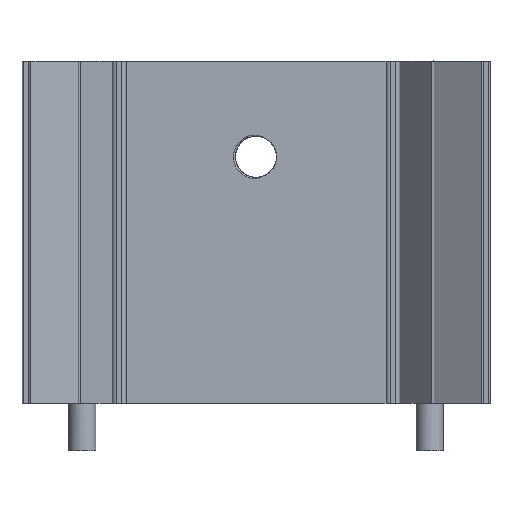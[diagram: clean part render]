
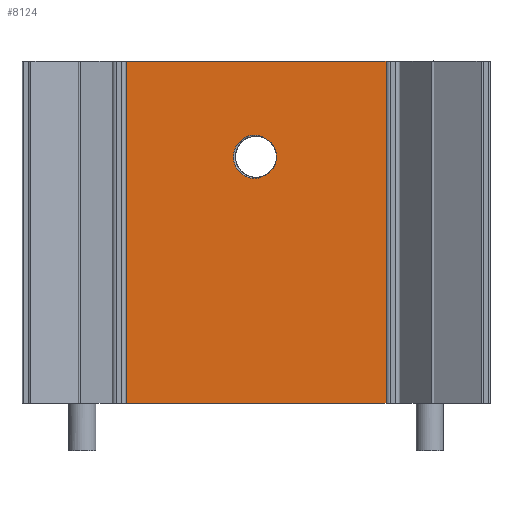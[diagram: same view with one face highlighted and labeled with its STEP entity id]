
A CAD part, front view. The second image highlights one B-rep face of the part: STEP entity #8124.
In plain terms, the highlighted planar face has unit normal (0, -1, 0).
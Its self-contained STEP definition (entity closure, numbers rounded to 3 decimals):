
#107 = CARTESIAN_POINT ( 'NONE',  ( 0.449, -0.8, 19.445 ) ) ;
#321 = CARTESIAN_POINT ( 'NONE',  ( 0.448, -0.8, 16.555 ) ) ;
#424 = CARTESIAN_POINT ( 'NONE',  ( -0.526, -0.8, 16.452 ) ) ;
#479 = CARTESIAN_POINT ( 'NONE',  ( 0.454, -0.8, 16.57 ) ) ;
#532 = CARTESIAN_POINT ( 'NONE',  ( 0.232, -0.8, 16.454 ) ) ;
#966 = CARTESIAN_POINT ( 'NONE',  ( 0.454, -0.8, 16.57 ) ) ;
#1077 = CARTESIAN_POINT ( 'NONE',  ( 0.454, -0.8, 19.43 ) ) ;
#1193 = EDGE_CURVE ( 'NONE', #8035, #15589, #8739, .T. ) ;
#1395 = CARTESIAN_POINT ( 'NONE',  ( 0.454, -0.8, 16.57 ) ) ;
#1842 = CARTESIAN_POINT ( 'NONE',  ( -0.149, -0.8, 16.408 ) ) ;
#1919 = DIRECTION ( 'NONE',  ( 0., 0., -1. ) ) ;
#2055 = B_SPLINE_CURVE_WITH_KNOTS ( 'NONE', 3,
 ( #19741, #16403, #107, #6605, #14901, #13103, #5165, #15002, #3860, #2166, #5058, #5465, #15099, #3548, #5368, #19945, #18327, #13500, #11620, #7016, #11932, #19627, #2066, #10010, #11520, #18005, #13304, #8613, #6904, #3442, #8513, #9904, #424, #1842, #13397, #19838, #532, #11828, #10321, #6700, #18429, #18220, #5268, #321, #8298, #3655 ),
 .UNSPECIFIED., .F., .F.,
 ( 4, 2, 2, 2, 2, 2, 2, 2, 2, 2, 2, 2, 2, 2, 2, 2, 2, 2, 2, 2, 2, 2, 4 ),
 ( 0.012, 0.012, 0.012, 0.012, 0.012, 0.012, 0.012, 0.013, 0.013, 0.014, 0.014, 0.015, 0.015, 0.015, 0.016, 0.016, 0.017, 0.017, 0.018, 0.018, 0.018, 0.018, 0.018 ),
 .UNSPECIFIED. ) ;
#2066 = CARTESIAN_POINT ( 'NONE',  ( -1.65, -0.8, 18.251 ) ) ;
#2166 = CARTESIAN_POINT ( 'NONE',  ( 0.231, -0.8, 19.546 ) ) ;
#2402 = CARTESIAN_POINT ( 'NONE',  ( 0., -0.8, 0. ) ) ;
#2404 = EDGE_CURVE ( 'NONE', #5856, #14054, #17106, .T. ) ;
#2887 = CARTESIAN_POINT ( 'NONE',  ( -9.5, -0.8, 0. ) ) ;
#2905 = ORIENTED_EDGE ( 'NONE', *, *, #13974, .F. ) ;
#3442 = CARTESIAN_POINT ( 'NONE',  ( -1.176, -0.8, 16.855 ) ) ;
#3456 = VECTOR ( 'NONE', #7580, 1000. ) ;
#3548 = CARTESIAN_POINT ( 'NONE',  ( -0.4, -0.8, 19.563 ) ) ;
#3655 = CARTESIAN_POINT ( 'NONE',  ( 0.454, -0.8, 16.57 ) ) ;
#3860 = CARTESIAN_POINT ( 'NONE',  ( 0.322, -0.8, 19.515 ) ) ;
#4280 = VECTOR ( 'NONE', #7461, 1000. ) ;
#4377 = ORIENTED_EDGE ( 'NONE', *, *, #14478, .F. ) ;
#4942 = CARTESIAN_POINT ( 'NONE',  ( 0., -0.8, 25. ) ) ;
#5058 = CARTESIAN_POINT ( 'NONE',  ( 0.17, -0.8, 19.56 ) ) ;
#5165 = CARTESIAN_POINT ( 'NONE',  ( 0.396, -0.8, 19.481 ) ) ;
#5261 = AXIS2_PLACEMENT_3D ( 'NONE', #12276, #8372, #1919 ) ;
#5268 = CARTESIAN_POINT ( 'NONE',  ( 0.437, -0.8, 16.544 ) ) ;
#5368 = CARTESIAN_POINT ( 'NONE',  ( -0.525, -0.8, 19.532 ) ) ;
#5465 = CARTESIAN_POINT ( 'NONE',  ( -0.019, -0.8, 19.591 ) ) ;
#5856 = VERTEX_POINT ( 'NONE', #17230 ) ;
#6387 = ORIENTED_EDGE ( 'NONE', *, *, #1193, .F. ) ;
#6437 = EDGE_CURVE ( 'NONE', #20611, #8230, #20502, .T. ) ;
#6605 = CARTESIAN_POINT ( 'NONE',  ( 0.437, -0.8, 19.456 ) ) ;
#6700 = CARTESIAN_POINT ( 'NONE',  ( 0.395, -0.8, 16.518 ) ) ;
#6904 = CARTESIAN_POINT ( 'NONE',  ( -1.342, -0.8, 17.046 ) ) ;
#7016 = CARTESIAN_POINT ( 'NONE',  ( -1.343, -0.8, 18.953 ) ) ;
#7461 = DIRECTION ( 'NONE',  ( 1., 0., 0. ) ) ;
#7541 = CARTESIAN_POINT ( 'NONE',  ( 0.454, -0.8, 16.57 ) ) ;
#7580 = DIRECTION ( 'NONE',  ( 1., 0., 0. ) ) ;
#8035 = VERTEX_POINT ( 'NONE', #13528 ) ;
#8124 = ADVANCED_FACE ( 'NONE', ( #11315, #17463 ), #12789, .F. ) ;
#8202 = EDGE_CURVE ( 'NONE', #14054, #8701, #2055, .T. ) ;
#8230 = VERTEX_POINT ( 'NONE', #13703 ) ;
#8298 = CARTESIAN_POINT ( 'NONE',  ( 0.456, -0.8, 16.562 ) ) ;
#8372 = DIRECTION ( 'NONE',  ( 0., -1., 0. ) ) ;
#8513 = CARTESIAN_POINT ( 'NONE',  ( -1.08, -0.8, 16.768 ) ) ;
#8613 = CARTESIAN_POINT ( 'NONE',  ( -1.414, -0.8, 17.152 ) ) ;
#8701 = VERTEX_POINT ( 'NONE', #479 ) ;
#8739 = LINE ( 'NONE', #18787, #4280 ) ;
#9743 = EDGE_CURVE ( 'NONE', #8035, #20611, #15713, .T. ) ;
#9904 = CARTESIAN_POINT ( 'NONE',  ( -0.77, -0.8, 16.548 ) ) ;
#10010 = CARTESIAN_POINT ( 'NONE',  ( -1.65, -0.8, 17.872 ) ) ;
#10321 = CARTESIAN_POINT ( 'NONE',  ( 0.352, -0.8, 16.497 ) ) ;
#10566 = LINE ( 'NONE', #17251, #14798 ) ;
#11045 = CARTESIAN_POINT ( 'NONE',  ( -9.5, -0.8, 25. ) ) ;
#11315 = FACE_BOUND ( 'NONE', #19603, .T. ) ;
#11380 = CARTESIAN_POINT ( 'NONE',  ( 9.5, -0.8, 25. ) ) ;
#11520 = CARTESIAN_POINT ( 'NONE',  ( -1.635, -0.8, 17.744 ) ) ;
#11620 = CARTESIAN_POINT ( 'NONE',  ( -1.176, -0.8, 19.145 ) ) ;
#11828 = CARTESIAN_POINT ( 'NONE',  ( 0.323, -0.8, 16.486 ) ) ;
#11932 = CARTESIAN_POINT ( 'NONE',  ( -1.415, -0.8, 18.847 ) ) ;
#12276 = CARTESIAN_POINT ( 'NONE',  ( 0., -0.8, 18. ) ) ;
#12388 = VECTOR ( 'NONE', #17205, 1000. ) ;
#12789 = PLANE ( 'NONE',  #13809 ) ;
#13103 = CARTESIAN_POINT ( 'NONE',  ( 0.41, -0.8, 19.474 ) ) ;
#13304 = CARTESIAN_POINT ( 'NONE',  ( -1.531, -0.8, 17.378 ) ) ;
#13397 = CARTESIAN_POINT ( 'NONE',  ( -0.019, -0.8, 16.409 ) ) ;
#13500 = CARTESIAN_POINT ( 'NONE',  ( -1.082, -0.8, 19.23 ) ) ;
#13528 = CARTESIAN_POINT ( 'NONE',  ( -9.5, -0.8, 25. ) ) ;
#13703 = CARTESIAN_POINT ( 'NONE',  ( 9.5, -0.8, 0. ) ) ;
#13728 = DIRECTION ( 'NONE',  ( 0., 0., -1. ) ) ;
#13809 = AXIS2_PLACEMENT_3D ( 'NONE', #4942, #14256, #17890 ) ;
#13974 = EDGE_CURVE ( 'NONE', #8701, #5856, #16320, .T. ) ;
#14054 = VERTEX_POINT ( 'NONE', #1077 ) ;
#14256 = DIRECTION ( 'NONE',  ( 0., 1., 0. ) ) ;
#14478 = EDGE_CURVE ( 'NONE', #15589, #8230, #10566, .T. ) ;
#14798 = VECTOR ( 'NONE', #13728, 1000. ) ;
#14901 = CARTESIAN_POINT ( 'NONE',  ( 0.43, -0.8, 19.46 ) ) ;
#15002 = CARTESIAN_POINT ( 'NONE',  ( 0.353, -0.8, 19.503 ) ) ;
#15099 = CARTESIAN_POINT ( 'NONE',  ( -0.148, -0.8, 19.592 ) ) ;
#15494 = ORIENTED_EDGE ( 'NONE', *, *, #2404, .F. ) ;
#15589 = VERTEX_POINT ( 'NONE', #11380 ) ;
#15713 = LINE ( 'NONE', #11045, #12388 ) ;
#16320 =( BOUNDED_CURVE ( )  B_SPLINE_CURVE ( 3, ( #18979, #7541, #1395, #966 ),
 .UNSPECIFIED., .F., .F. ) 
 B_SPLINE_CURVE_WITH_KNOTS ( ( 4, 4 ),
 ( 0.006, 0.006 ),
 .UNSPECIFIED. ) 
 CURVE ( )  GEOMETRIC_REPRESENTATION_ITEM ( )  RATIONAL_B_SPLINE_CURVE ( ( 0.955, 0.955, 0.955, 0.954 ) ) 
 REPRESENTATION_ITEM ( '' )  );
#16403 = CARTESIAN_POINT ( 'NONE',  ( 0.456, -0.8, 19.438 ) ) ;
#17106 = CIRCLE ( 'NONE', #5261, 1.5 ) ;
#17205 = DIRECTION ( 'NONE',  ( 0., 0., -1. ) ) ;
#17230 = CARTESIAN_POINT ( 'NONE',  ( 0.454, -0.8, 16.57 ) ) ;
#17251 = CARTESIAN_POINT ( 'NONE',  ( 9.5, -0.8, 25. ) ) ;
#17463 = FACE_OUTER_BOUND ( 'NONE', #19402, .T. ) ;
#17890 = DIRECTION ( 'NONE',  ( 0., 0., 1. ) ) ;
#18005 = CARTESIAN_POINT ( 'NONE',  ( -1.575, -0.8, 17.497 ) ) ;
#18220 = CARTESIAN_POINT ( 'NONE',  ( 0.43, -0.8, 16.539 ) ) ;
#18327 = CARTESIAN_POINT ( 'NONE',  ( -0.874, -0.8, 19.378 ) ) ;
#18361 = ORIENTED_EDGE ( 'NONE', *, *, #9743, .T. ) ;
#18429 = CARTESIAN_POINT ( 'NONE',  ( 0.41, -0.8, 16.526 ) ) ;
#18504 = ORIENTED_EDGE ( 'NONE', *, *, #8202, .F. ) ;
#18787 = CARTESIAN_POINT ( 'NONE',  ( 0., -0.8, 25. ) ) ;
#18979 = CARTESIAN_POINT ( 'NONE',  ( 0.454, -0.8, 16.57 ) ) ;
#19402 = EDGE_LOOP ( 'NONE', ( #20856, #4377, #6387, #18361 ) ) ;
#19603 = EDGE_LOOP ( 'NONE', ( #15494, #2905, #18504 ) ) ;
#19627 = CARTESIAN_POINT ( 'NONE',  ( -1.588, -0.8, 18.509 ) ) ;
#19741 = CARTESIAN_POINT ( 'NONE',  ( 0.454, -0.8, 19.43 ) ) ;
#19838 = CARTESIAN_POINT ( 'NONE',  ( 0.169, -0.8, 16.44 ) ) ;
#19945 = CARTESIAN_POINT ( 'NONE',  ( -0.762, -0.8, 19.439 ) ) ;
#20502 = LINE ( 'NONE', #2402, #3456 ) ;
#20611 = VERTEX_POINT ( 'NONE', #2887 ) ;
#20856 = ORIENTED_EDGE ( 'NONE', *, *, #6437, .T. ) ;
